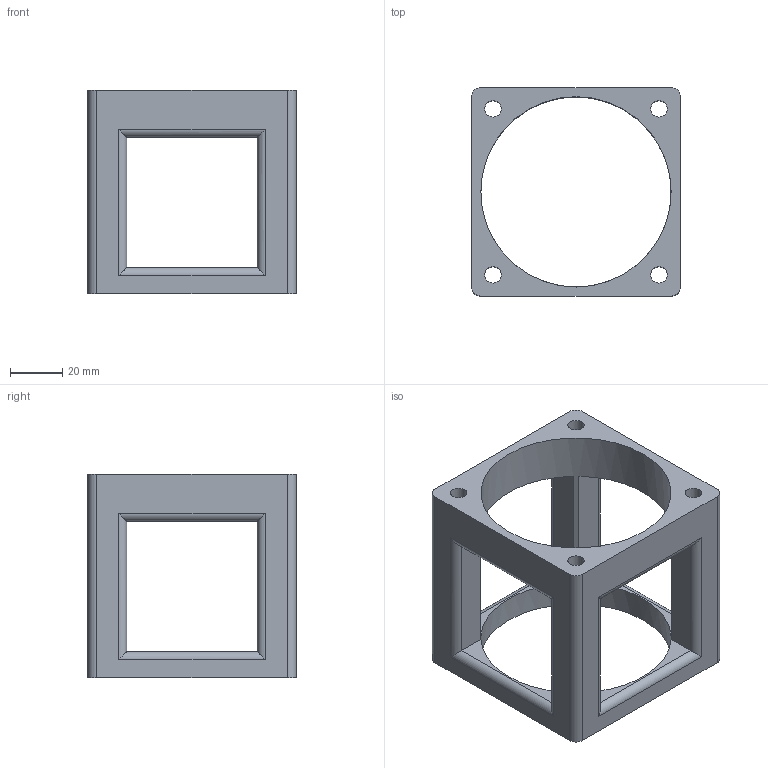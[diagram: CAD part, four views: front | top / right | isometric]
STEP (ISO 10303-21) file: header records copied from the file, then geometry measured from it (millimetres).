
FILE_DESCRIPTION(/* description */ (''),/* implementation_level */ '2;1');
FILE_NAME(/* name */ 'MOUNT_MOTOR.step',/* time_stamp */ '2025-09-05T23:17:32+09:00',/* author */ (''),/* organization */ (''),/* preprocessor_version */ 'ST-DEVELOPER v20.1',/* originating_system */ 'Autodesk Translation Framework v14.10.0.0',/* authorisation */ '');
FILE_SCHEMA (('AUTOMOTIVE_DESIGN { 1 0 10303 214 3 1 1 }'));
Length unit declared in the file: millimetre
Products named in the file (1): 2025-09-05-23-17-32-803
Bounding box: 80 x 80 x 78 mm (x, y, z)
Volume: 94617.2 mm3; surface area: 38689.9 mm2
Topology: 1 solids, 1 shells, 47 faces, 122 edges, 76 vertices
Faces by surface type: cylinder 25, plane 22
Full cylindrical faces by diameter (mm): 6.3 x4, 73 x1
Entity records: 1508 total; most frequent: DIRECTION 262, CARTESIAN_POINT 246, ORIENTED_EDGE 244, EDGE_CURVE 122, AXIS2_PLACEMENT_3D 92, LINE 78, VECTOR 78, VERTEX_POINT 76
